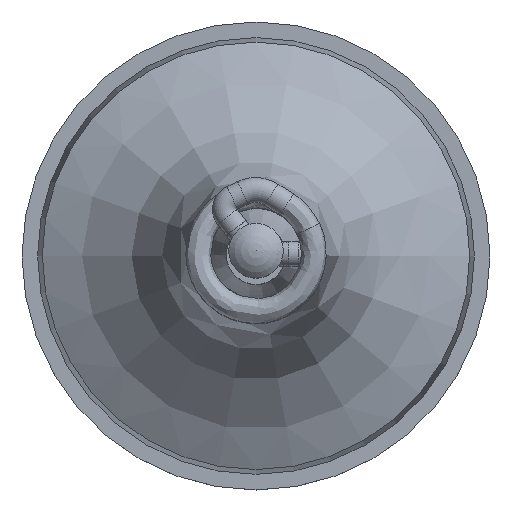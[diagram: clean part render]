
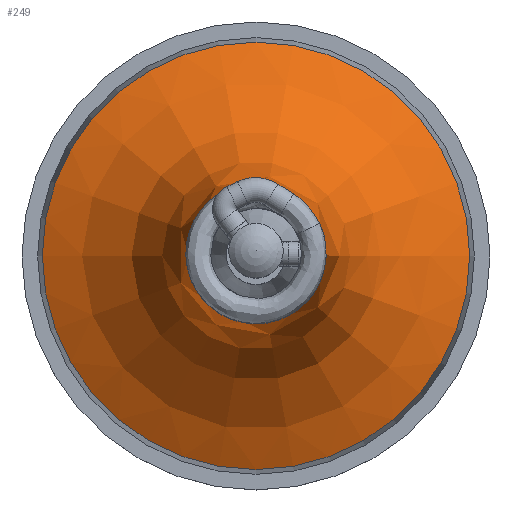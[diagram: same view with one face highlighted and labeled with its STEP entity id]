
A CAD part, top view. The second image highlights one B-rep face of the part: STEP entity #249.
In plain terms, the highlighted face is a revolution surface.
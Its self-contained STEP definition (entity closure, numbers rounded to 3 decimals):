
#178 = CONICAL_SURFACE('',#179,14.,0.079);
#179 = AXIS2_PLACEMENT_3D('',#180,#181,#182);
#180 = CARTESIAN_POINT('',(0.,0.,1.6));
#181 = DIRECTION('',(-0.,0.,-1.));
#182 = DIRECTION('',(1.,0.,0.));
#195 = VERTEX_POINT('',#196);
#196 = CARTESIAN_POINT('',(13.698,0.,
    5.388));
#217 = EDGE_CURVE('',#195,#195,#218,.T.);
#218 = SURFACE_CURVE('',#219,(#224,#231),.PCURVE_S1.);
#219 = CIRCLE('',#220,13.698);
#220 = AXIS2_PLACEMENT_3D('',#221,#222,#223);
#221 = CARTESIAN_POINT('',(0.,0.,5.388));
#222 = DIRECTION('',(0.,0.,-1.));
#223 = DIRECTION('',(1.,0.,0.));
#224 = PCURVE('',#178,#225);
#225 = DEFINITIONAL_REPRESENTATION('',(#226),#230);
#226 = LINE('',#227,#228);
#227 = CARTESIAN_POINT('',(0.,-3.788));
#228 = VECTOR('',#229,1.);
#229 = DIRECTION('',(1.,-0.));
#230 = ( GEOMETRIC_REPRESENTATION_CONTEXT(2) 
PARAMETRIC_REPRESENTATION_CONTEXT() REPRESENTATION_CONTEXT('2D SPACE',''
  ) );
#231 = PCURVE('',#232,#242);
#232 = SURFACE_OF_REVOLUTION('',#233,#239);
#233 = B_SPLINE_CURVE_WITH_KNOTS('',3,(#234,#235,#236,#237,#238),
  .UNSPECIFIED.,.F.,.F.,(4,1,4),(0.,0.5,1.),.QUASI_UNIFORM_KNOTS.);
#234 = CARTESIAN_POINT('',(3.5,0.,28.));
#235 = CARTESIAN_POINT('',(4.457,0.,15.91));
#236 = CARTESIAN_POINT('',(6.04,0.,10.708));
#237 = CARTESIAN_POINT('',(9.056,0.,7.466));
#238 = CARTESIAN_POINT('',(13.698,0.,
    5.388));
#239 = AXIS1_PLACEMENT('',#240,#241);
#240 = CARTESIAN_POINT('',(0.,0.,0.));
#241 = DIRECTION('',(0.,0.,-1.));
#242 = DEFINITIONAL_REPRESENTATION('',(#243),#247);
#243 = LINE('',#244,#245);
#244 = CARTESIAN_POINT('',(0.,1.));
#245 = VECTOR('',#246,1.);
#246 = DIRECTION('',(1.,0.));
#247 = ( GEOMETRIC_REPRESENTATION_CONTEXT(2) 
PARAMETRIC_REPRESENTATION_CONTEXT() REPRESENTATION_CONTEXT('2D SPACE',''
  ) );
#249 = ADVANCED_FACE('',(#250),#232,.T.);
#250 = FACE_BOUND('',#251,.T.);
#251 = EDGE_LOOP('',(#252,#281,#304,#305));
#252 = ORIENTED_EDGE('',*,*,#253,.T.);
#253 = EDGE_CURVE('',#254,#254,#256,.T.);
#254 = VERTEX_POINT('',#255);
#255 = CARTESIAN_POINT('',(3.5,0.,28.));
#256 = SURFACE_CURVE('',#257,(#262,#269),.PCURVE_S1.);
#257 = CIRCLE('',#258,3.5);
#258 = AXIS2_PLACEMENT_3D('',#259,#260,#261);
#259 = CARTESIAN_POINT('',(0.,0.,28.));
#260 = DIRECTION('',(0.,0.,-1.));
#261 = DIRECTION('',(1.,0.,0.));
#262 = PCURVE('',#232,#263);
#263 = DEFINITIONAL_REPRESENTATION('',(#264),#268);
#264 = LINE('',#265,#266);
#265 = CARTESIAN_POINT('',(0.,0.));
#266 = VECTOR('',#267,1.);
#267 = DIRECTION('',(1.,0.));
#268 = ( GEOMETRIC_REPRESENTATION_CONTEXT(2) 
PARAMETRIC_REPRESENTATION_CONTEXT() REPRESENTATION_CONTEXT('2D SPACE',''
  ) );
#269 = PCURVE('',#270,#275);
#270 = PLANE('',#271);
#271 = AXIS2_PLACEMENT_3D('',#272,#273,#274);
#272 = CARTESIAN_POINT('',(0.,0.,28.));
#273 = DIRECTION('',(0.,0.,-1.));
#274 = DIRECTION('',(1.,0.,0.));
#275 = DEFINITIONAL_REPRESENTATION('',(#276),#280);
#276 = CIRCLE('',#277,3.5);
#277 = AXIS2_PLACEMENT_2D('',#278,#279);
#278 = CARTESIAN_POINT('',(0.,0.));
#279 = DIRECTION('',(1.,-0.));
#280 = ( GEOMETRIC_REPRESENTATION_CONTEXT(2) 
PARAMETRIC_REPRESENTATION_CONTEXT() REPRESENTATION_CONTEXT('2D SPACE',''
  ) );
#281 = ORIENTED_EDGE('',*,*,#282,.T.);
#282 = EDGE_CURVE('',#254,#195,#283,.T.);
#283 = SEAM_CURVE('',#284,(#290,#297),.PCURVE_S1.);
#284 = B_SPLINE_CURVE_WITH_KNOTS('',3,(#285,#286,#287,#288,#289),
  .UNSPECIFIED.,.F.,.F.,(4,1,4),(0.,0.5,1.),.QUASI_UNIFORM_KNOTS.);
#285 = CARTESIAN_POINT('',(3.5,0.,28.));
#286 = CARTESIAN_POINT('',(4.457,0.,15.91));
#287 = CARTESIAN_POINT('',(6.04,0.,10.708));
#288 = CARTESIAN_POINT('',(9.056,0.,7.466));
#289 = CARTESIAN_POINT('',(13.698,0.,
    5.388));
#290 = PCURVE('',#232,#291);
#291 = DEFINITIONAL_REPRESENTATION('',(#292),#296);
#292 = LINE('',#293,#294);
#293 = CARTESIAN_POINT('',(0.,0.));
#294 = VECTOR('',#295,1.);
#295 = DIRECTION('',(0.,1.));
#296 = ( GEOMETRIC_REPRESENTATION_CONTEXT(2) 
PARAMETRIC_REPRESENTATION_CONTEXT() REPRESENTATION_CONTEXT('2D SPACE',''
  ) );
#297 = PCURVE('',#232,#298);
#298 = DEFINITIONAL_REPRESENTATION('',(#299),#303);
#299 = LINE('',#300,#301);
#300 = CARTESIAN_POINT('',(6.283,0.));
#301 = VECTOR('',#302,1.);
#302 = DIRECTION('',(0.,1.));
#303 = ( GEOMETRIC_REPRESENTATION_CONTEXT(2) 
PARAMETRIC_REPRESENTATION_CONTEXT() REPRESENTATION_CONTEXT('2D SPACE',''
  ) );
#304 = ORIENTED_EDGE('',*,*,#217,.F.);
#305 = ORIENTED_EDGE('',*,*,#282,.F.);
